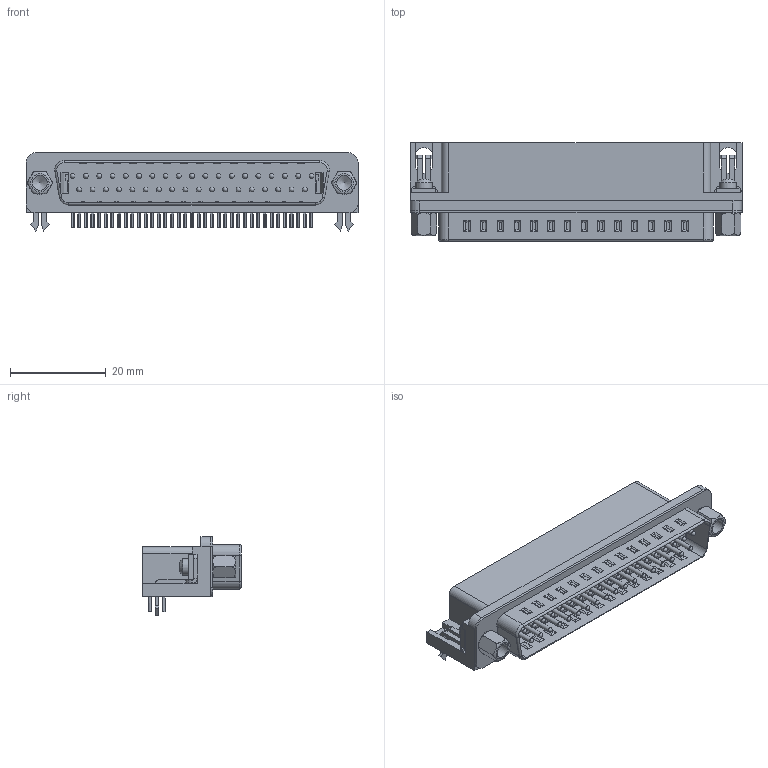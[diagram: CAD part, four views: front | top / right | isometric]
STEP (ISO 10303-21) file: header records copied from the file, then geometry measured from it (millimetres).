
FILE_DESCRIPTION(/* description */ ('Unknown'),/* implementation_level */ '2;1');
FILE_NAME(/* name */ '618037231421',/* time_stamp */ '2018-11-08T12:19:36+01:00',/* author */ ('Unknown'),/* organization */ ('Unknown'),/* preprocessor_version */ 'ST-DEVELOPER v16.7',/* originating_system */ 'DEX',/* authorisation */ $);
FILE_SCHEMA (('AUTOMOTIVE_DESIGN {1 0 10303 214 3 1 1}'));
Length unit declared in the file: millimetre
Products named in the file (9): 6180xx231421; 6180372xxx21; 6180372xxx21_ARRIERE; 6180xx2xxx21_SERRAGE; 6180xx2xxx21_PIN_COURTE; 6180xx2xxx21_PIN_LONGUE; 6180xx23xx21_CLIP; 6180xx2xxx21_VISSE
Assembly tree (46 placements, depth 2):
  6180xx231421
    6180372xxx21
    6180372xxx21_ARRIERE
    6180xx2xxx21_SERRAGE  x2
    6180372xxx21
    6180xx2xxx21_PIN_COURTE  x18
    6180xx2xxx21_PIN_LONGUE  x19
    6180xx23xx21_CLIP  x2
    6180xx2xxx21_VISSE  x2
Bounding box: 69.32 x 20.65 x 16.35 mm (x, y, z)
Volume: 8434.2 mm3; surface area: 16495.3 mm2
Topology: 46 solids, 46 shells, 2277 faces, 5852 edges, 3647 vertices
Faces by surface type: plane 1186, bspline 555, cylinder 440, cone 47, sphere 37, torus 12
Full cylindrical faces by diameter (mm): 0.7 x18, 0.8 x19, 1 x74, 3.121 x4, 3.5 x2, 4 x8
Entity records: 36866 total; most frequent: CARTESIAN_POINT 9855, ORIENTED_EDGE 5444, DIRECTION 5294, EDGE_CURVE 2722, LINE 2206, VECTOR 2206, VERTEX_POINT 1833, AXIS2_PLACEMENT_3D 1544
